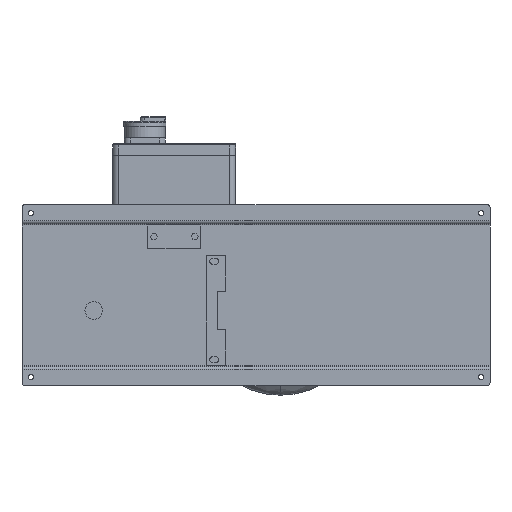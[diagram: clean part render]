
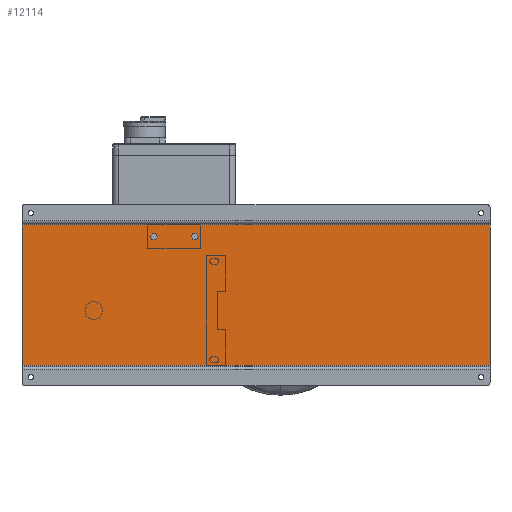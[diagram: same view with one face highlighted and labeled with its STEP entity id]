
A CAD part, front view. The second image highlights one B-rep face of the part: STEP entity #12114.
In plain terms, the highlighted planar face has unit normal (0, -1, 0).
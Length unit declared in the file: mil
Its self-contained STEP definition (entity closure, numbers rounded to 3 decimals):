
#45 = VECTOR ( 'NONE', #35205, 39370.079 ) ;
#295 = ORIENTED_EDGE ( 'NONE', *, *, #27665, .F. ) ;
#1339 = ORIENTED_EDGE ( 'NONE', *, *, #13899, .T. ) ;
#1470 = VECTOR ( 'NONE', #15435, 39370.079 ) ;
#1668 = EDGE_CURVE ( 'NONE', #18533, #20457, #34892, .T. ) ;
#3043 = AXIS2_PLACEMENT_3D ( 'NONE', #24863, #5788, #5601 ) ;
#5183 = CARTESIAN_POINT ( 'NONE',  ( 15748.031, 2047.244, -4724.409 ) ) ;
#5601 = DIRECTION ( 'NONE',  ( 1., 0., 0. ) ) ;
#5788 = DIRECTION ( 'NONE',  ( 0., 1., 0. ) ) ;
#6768 = VERTEX_POINT ( 'NONE', #13886 ) ;
#6776 = VERTEX_POINT ( 'NONE', #32844 ) ;
#7684 = LINE ( 'NONE', #27102, #33060 ) ;
#10192 = DIRECTION ( 'NONE',  ( 0., 0., -1. ) ) ;
#12114 = ADVANCED_FACE ( 'NONE', ( #14032 ), #28081, .F. ) ;
#13886 = CARTESIAN_POINT ( 'NONE',  ( -15748.031, 2047.244, 4724.409 ) ) ;
#13899 = EDGE_CURVE ( 'NONE', #6776, #6768, #18097, .T. ) ;
#14032 = FACE_OUTER_BOUND ( 'NONE', #24045, .T. ) ;
#15435 = DIRECTION ( 'NONE',  ( -1., 0., 0. ) ) ;
#17103 = CARTESIAN_POINT ( 'NONE',  ( -15748.031, 2047.244, -4724.409 ) ) ;
#18097 = LINE ( 'NONE', #20799, #45 ) ;
#18533 = VERTEX_POINT ( 'NONE', #28207 ) ;
#20116 = ORIENTED_EDGE ( 'NONE', *, *, #1668, .F. ) ;
#20457 = VERTEX_POINT ( 'NONE', #17103 ) ;
#20799 = CARTESIAN_POINT ( 'NONE',  ( 15748.031, 2047.244, 4724.409 ) ) ;
#23440 = DIRECTION ( 'NONE',  ( 0., 0., -1. ) ) ;
#24045 = EDGE_LOOP ( 'NONE', ( #34825, #20116, #295, #1339 ) ) ;
#24088 = VECTOR ( 'NONE', #23440, 39370.079 ) ;
#24863 = CARTESIAN_POINT ( 'NONE',  ( 15748.031, 2047.244, -4724.409 ) ) ;
#26148 = CARTESIAN_POINT ( 'NONE',  ( 15748.031, 2047.244, 4724.409 ) ) ;
#27102 = CARTESIAN_POINT ( 'NONE',  ( -15748.031, 2047.244, -4724.409 ) ) ;
#27665 = EDGE_CURVE ( 'NONE', #6776, #18533, #28845, .T. ) ;
#28081 = PLANE ( 'NONE',  #3043 ) ;
#28207 = CARTESIAN_POINT ( 'NONE',  ( 15748.031, 2047.244, -4724.409 ) ) ;
#28845 = LINE ( 'NONE', #26148, #24088 ) ;
#28886 = EDGE_CURVE ( 'NONE', #6768, #20457, #7684, .T. ) ;
#32844 = CARTESIAN_POINT ( 'NONE',  ( 15748.031, 2047.244, 4724.409 ) ) ;
#33060 = VECTOR ( 'NONE', #10192, 39370.079 ) ;
#34825 = ORIENTED_EDGE ( 'NONE', *, *, #28886, .T. ) ;
#34892 = LINE ( 'NONE', #5183, #1470 ) ;
#35205 = DIRECTION ( 'NONE',  ( -1., 0., 0. ) ) ;
